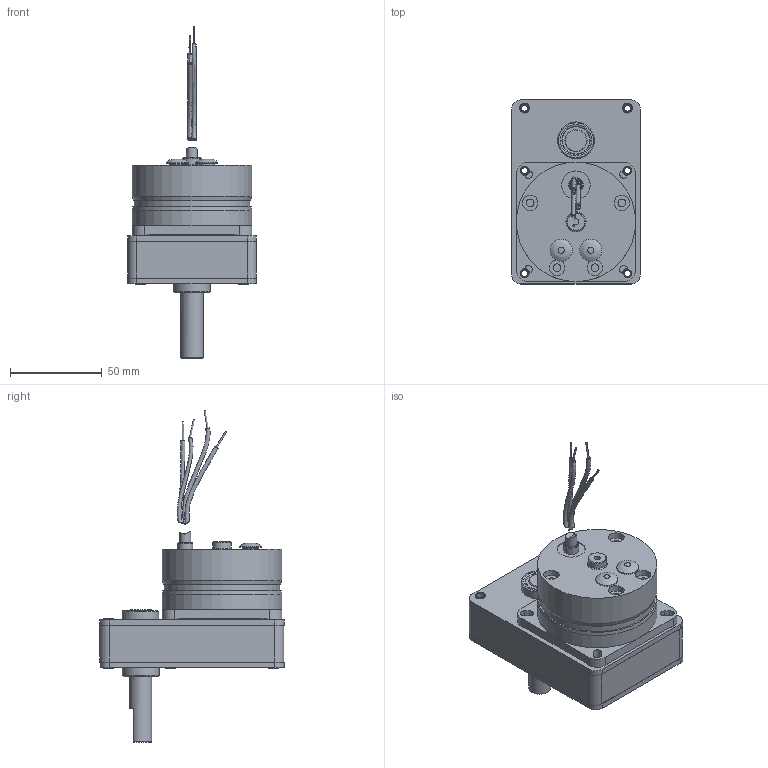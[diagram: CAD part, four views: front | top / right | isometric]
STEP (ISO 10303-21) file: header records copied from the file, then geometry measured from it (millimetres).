
FILE_DESCRIPTION((''),'2;1');
FILE_NAME('ZG_16_000007_ASM16FG20_Li_200mm_IP21_FL_Rev0.stp','2016-02-18T09:40:36',('Zeichen-PC'),(''),'Autodesk Inventor 2010','Autodesk Inventor 2010','');
FILE_SCHEMA(('AUTOMOTIVE_DESIGN { 1 0 10303 214 1 1 1 1 }'));
Length unit declared in the file: millimetre
Products named in the file (13): ZG_16_000007_ASM16FG20_Li_200mm_IP21_FL_Rev0; AFG-20_Welle_FL_18; FG-Antriebsseite20; FG-Abstandhalter; FG-Abtriebsseite20; FG-Gehaeusedeckel20; PlatzhalterWelleBuchse; AbtreibWelleFG20_Fläche18; Lagerschale-A3-ZG-5001012Rev1-0; Stator-10-Platzhalter_schwarz; MotorflanschB2; LochNippel; Litze4Adern
Assembly tree (18 placements, depth 3):
  ZG_16_000007_ASM16FG20_Li_200mm_IP21_FL_Rev0
    AFG-20_Welle_FL_18
      FG-Antriebsseite20
      FG-Abstandhalter  x6
      FG-Abtriebsseite20
      FG-Gehaeusedeckel20
      PlatzhalterWelleBuchse
      AbtreibWelleFG20_Fläche18
    Lagerschale-A3-ZG-5001012Rev1-0
    Stator-10-Platzhalter_schwarz
    MotorflanschB2
    LochNippel  x2
    Litze4Adern
Bounding box: 70 x 100.2 x 180.73 mm (x, y, z)
Volume: 143555.9 mm3; surface area: 97285.9 mm2
Topology: 20 solids, 20 shells, 493 faces, 1011 edges, 633 vertices
Faces by surface type: plane 181, cylinder 148, bspline 129, cone 32, torus 3
Full cylindrical faces by diameter (mm): 0.8 x3, 0.83 x1, 2.5 x2, 4.1 x8, 4.5 x3, 4.839 x12, 5 x13, 5.391 x12, 5.5 x1, 6 x3, 6.5 x1, 7 x3, 8 x8, 8.5 x2, 10 x7, 12 x3, 12.009 x2, 14 x1, 15.5 x1, 16 x4, 20 x2, 59 x1, 61 x2, 63 x3, 65 x2
Entity records: 13927 total; most frequent: CARTESIAN_POINT 5190, DIRECTION 1720, ORIENTED_EDGE 1470, AXIS2_PLACEMENT_3D 766, EDGE_CURVE 735, EDGE_LOOP 663, VERTEX_POINT 524, CIRCLE 429
